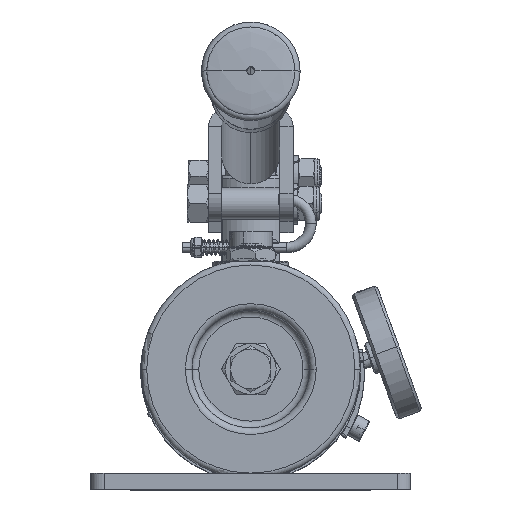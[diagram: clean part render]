
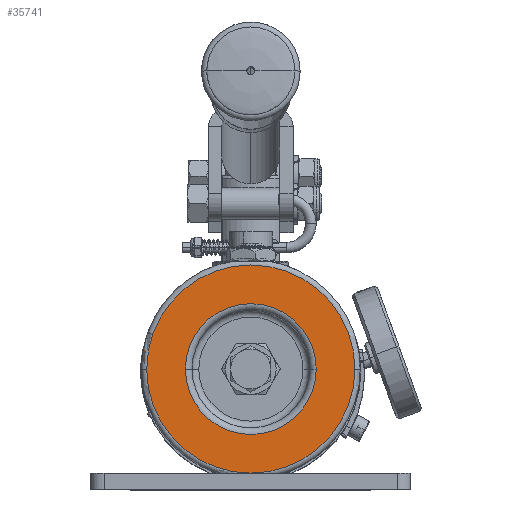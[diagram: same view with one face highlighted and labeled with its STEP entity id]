
A CAD part, top view. The second image highlights one B-rep face of the part: STEP entity #35741.
In plain terms, the highlighted planar face has unit normal (0, 0, 1).
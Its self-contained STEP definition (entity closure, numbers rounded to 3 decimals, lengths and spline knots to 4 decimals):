
#3895 = VERTEX_POINT ( 'NONE', #77694 ) ;
#4018 = EDGE_CURVE ( 'NONE', #3895, #42396, #38945, .T. ) ;
#4074 = ORIENTED_EDGE ( 'NONE', *, *, #11646, .T. ) ;
#8294 = ORIENTED_EDGE ( 'NONE', *, *, #80716, .T. ) ;
#8900 = AXIS2_PLACEMENT_3D ( 'NONE', #53257, #15567, #59597 ) ;
#9075 = CARTESIAN_POINT ( 'NONE',  ( 0., 0., 15.748 ) ) ;
#11646 = EDGE_CURVE ( 'NONE', #59466, #52422, #37063, .T. ) ;
#12440 = DIRECTION ( 'NONE',  ( 0., 0., 1. ) ) ;
#14599 = CARTESIAN_POINT ( 'NONE',  ( 1.5354, 0., 15.748 ) ) ;
#15413 = DIRECTION ( 'NONE',  ( 1., 0., 0. ) ) ;
#15567 = DIRECTION ( 'NONE',  ( 0., 0., -1. ) ) ;
#26127 = ORIENTED_EDGE ( 'NONE', *, *, #4018, .T. ) ;
#26968 = DIRECTION ( 'NONE',  ( 0., 0., 1. ) ) ;
#30682 = CARTESIAN_POINT ( 'NONE',  ( 0., 0., 15.748 ) ) ;
#34965 = CARTESIAN_POINT ( 'NONE',  ( 0., 0., 15.748 ) ) ;
#35741 = ADVANCED_FACE ( 'NONE', ( #76851, #58154 ), #64591, .T. ) ;
#36830 = AXIS2_PLACEMENT_3D ( 'NONE', #34965, #78863, #41261 ) ;
#37016 = DIRECTION ( 'NONE',  ( 1., 0., 0. ) ) ;
#37063 = CIRCLE ( 'NONE', #37695, 1.5354 ) ;
#37695 = AXIS2_PLACEMENT_3D ( 'NONE', #9075, #53098, #15413 ) ;
#38831 = CARTESIAN_POINT ( 'NONE',  ( 0.8661, 0., 15.748 ) ) ;
#38945 = CIRCLE ( 'NONE', #8900, 0.9646 ) ;
#41261 = DIRECTION ( 'NONE',  ( 1., 0., 0. ) ) ;
#41740 = EDGE_LOOP ( 'NONE', ( #4074, #74456, #58345 ) ) ;
#42396 = VERTEX_POINT ( 'NONE', #52877 ) ;
#44752 = AXIS2_PLACEMENT_3D ( 'NONE', #30682, #74602, #37016 ) ;
#50117 = CARTESIAN_POINT ( 'NONE',  ( 0., 0., 15.748 ) ) ;
#52422 = VERTEX_POINT ( 'NONE', #14599 ) ;
#52877 = CARTESIAN_POINT ( 'NONE',  ( 0.9646, 0., 15.748 ) ) ;
#53098 = DIRECTION ( 'NONE',  ( 0., 0., 1. ) ) ;
#53257 = CARTESIAN_POINT ( 'NONE',  ( 0., 0., 15.748 ) ) ;
#54465 = CIRCLE ( 'NONE', #44752, 0.9646 ) ;
#56449 = DIRECTION ( 'NONE',  ( 1., 0., 0. ) ) ;
#58154 = FACE_OUTER_BOUND ( 'NONE', #41740, .T. ) ;
#58275 = CARTESIAN_POINT ( 'NONE',  ( 0., -1.5354, 15.748 ) ) ;
#58345 = ORIENTED_EDGE ( 'NONE', *, *, #59782, .T. ) ;
#59373 = EDGE_LOOP ( 'NONE', ( #8294, #26127 ) ) ;
#59466 = VERTEX_POINT ( 'NONE', #58275 ) ;
#59597 = DIRECTION ( 'NONE',  ( 1., 0., 0. ) ) ;
#59782 = EDGE_CURVE ( 'NONE', #78743, #59466, #66794, .T. ) ;
#62120 = EDGE_CURVE ( 'NONE', #52422, #78743, #79438, .T. ) ;
#64591 = PLANE ( 'NONE',  #78626 ) ;
#66794 = CIRCLE ( 'NONE', #36830, 1.5354 ) ;
#70906 = DIRECTION ( 'NONE',  ( 1., 0., 0. ) ) ;
#74456 = ORIENTED_EDGE ( 'NONE', *, *, #62120, .T. ) ;
#74602 = DIRECTION ( 'NONE',  ( 0., 0., -1. ) ) ;
#74755 = AXIS2_PLACEMENT_3D ( 'NONE', #50117, #12440, #56449 ) ;
#76851 = FACE_BOUND ( 'NONE', #59373, .T. ) ;
#77686 = CARTESIAN_POINT ( 'NONE',  ( -1.5354, 0., 15.748 ) ) ;
#77694 = CARTESIAN_POINT ( 'NONE',  ( -0.9646, 0., 15.748 ) ) ;
#78626 = AXIS2_PLACEMENT_3D ( 'NONE', #38831, #26968, #70906 ) ;
#78743 = VERTEX_POINT ( 'NONE', #77686 ) ;
#78863 = DIRECTION ( 'NONE',  ( 0., 0., 1. ) ) ;
#79438 = CIRCLE ( 'NONE', #74755, 1.5354 ) ;
#80716 = EDGE_CURVE ( 'NONE', #42396, #3895, #54465, .T. ) ;
